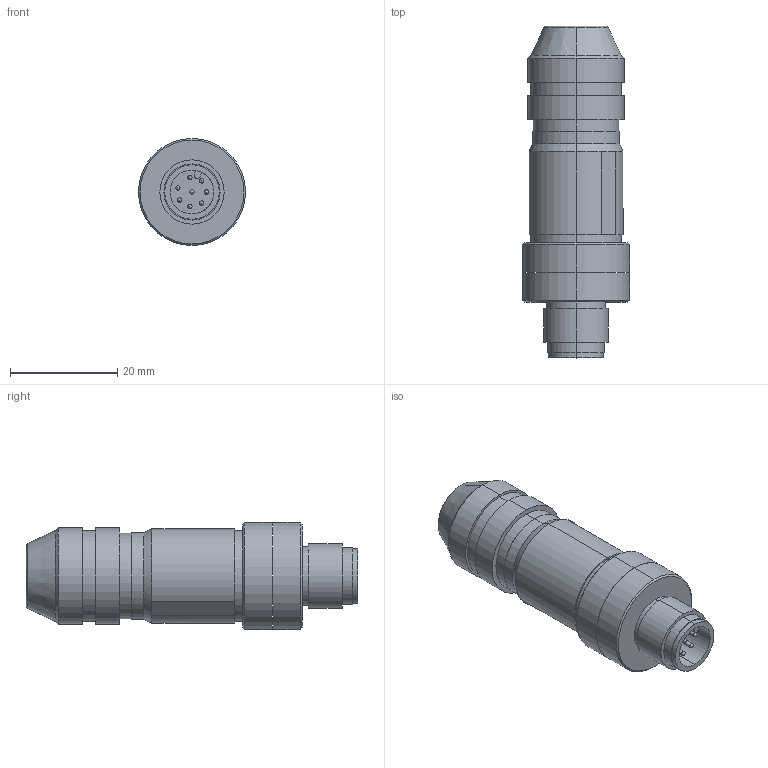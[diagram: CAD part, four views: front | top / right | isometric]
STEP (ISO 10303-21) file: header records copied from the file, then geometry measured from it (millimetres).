
FILE_DESCRIPTION (( 'STEP AP214' ), '1' );
FILE_NAME ('7000-17341-0000000.step', '2016-05-09T18:41:24', ( '' ), ( '' ), 'SwSTEP 2.0', 'SolidWorks 2015', '' );
FILE_SCHEMA (( 'AUTOMOTIVE_DESIGN' ));
Length unit declared in the file: millimetre
Products named in the file (1): 7000-17341-0000000
Bounding box: 20 x 62 x 20 mm (x, y, z)
Volume: 13069 mm3; surface area: 5139.2 mm2
Topology: 2 solids, 2 shells, 96 faces, 210 edges, 131 vertices
Faces by surface type: cylinder 50, plane 24, cone 14, sphere 8
Entity records: 2586 total; most frequent: DIRECTION 505, CARTESIAN_POINT 414, ORIENTED_EDGE 388, AXIS2_PLACEMENT_3D 214, EDGE_CURVE 194, VERTEX_POINT 123, EDGE_LOOP 117, CIRCLE 117
